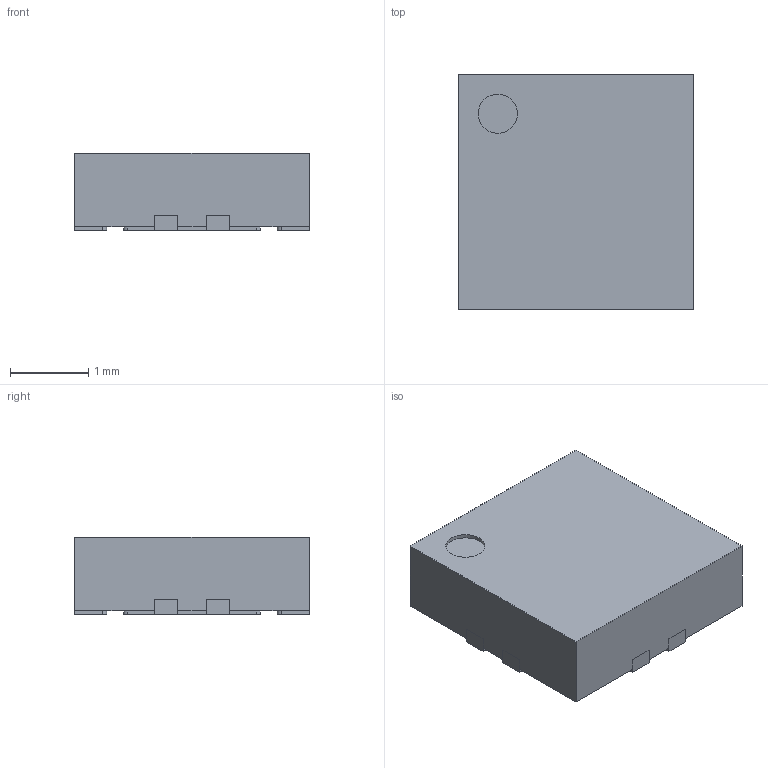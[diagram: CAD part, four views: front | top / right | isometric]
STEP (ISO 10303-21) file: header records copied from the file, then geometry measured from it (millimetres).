
FILE_DESCRIPTION(/* description */ (''),/* implementation_level */ '2;1');
FILE_NAME(/* name */ 'MINI-CIRCUITS_DQ849.stp',/* time_stamp */ '2015-04-20T15:13:56+02:00',/* author */ ('admchouv'),/* organization */ (''),/* preprocessor_version */ 'ST-DEVELOPER v15.5',/* originating_system */ 'AutoCAD Mechanical',/* authorisation */ '');
FILE_SCHEMA (('AUTOMOTIVE_DESIGN { 1 0 10303 214 3 1 1 }'));
Length unit declared in the file: millimetre
Products named in the file (1): Product
Bounding box: 3 x 3 x 0.99 mm (x, y, z)
Volume: 8.7 mm3; surface area: 40.9 mm2
Topology: 10 solids, 10 shells, 130 faces, 327 edges, 218 vertices
Faces by surface type: plane 93, cylinder 37
Full cylindrical faces by diameter (mm): 0.5 x1
Entity records: 3910 total; most frequent: CARTESIAN_POINT 675, DIRECTION 662, ORIENTED_EDGE 652, EDGE_CURVE 326, LINE 252, VECTOR 252, VERTEX_POINT 218, AXIS2_PLACEMENT_3D 205
